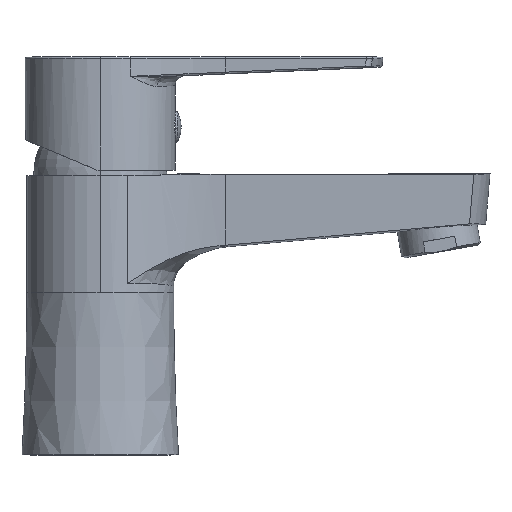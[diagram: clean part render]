
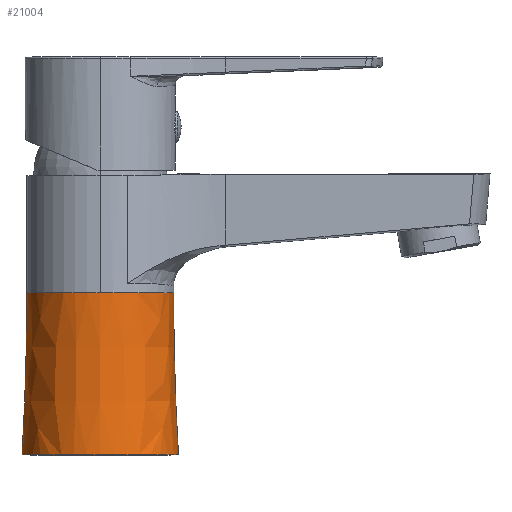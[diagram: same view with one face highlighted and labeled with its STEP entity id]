
A CAD part, top view. The second image highlights one B-rep face of the part: STEP entity #21004.
In plain terms, the highlighted free-form (B-spline) face has degree [3, 3] with [4, 4] control points.
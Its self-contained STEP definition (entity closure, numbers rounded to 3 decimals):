
#974 = ORIENTED_EDGE ( 'NONE', *, *, #10086, .F. ) ;
#1079 = AXIS2_PLACEMENT_3D ( 'NONE', #52140, #11244, #48444 ) ;
#1633 = CARTESIAN_POINT ( 'NONE',  ( 22.047, 32.467, 0. ) ) ;
#2375 = EDGE_CURVE ( 'NONE', #19205, #5689, #33652, .T. ) ;
#2666 = CARTESIAN_POINT ( 'NONE',  ( 22.531, 16.242, 0. ) ) ;
#2676 = CARTESIAN_POINT ( 'NONE',  ( 0., 48.7, 0. ) ) ;
#4726 = CIRCLE ( 'NONE', #20751, 23.499 ) ;
#5081 = CARTESIAN_POINT ( 'NONE',  ( 0., 48.7, 0. ) ) ;
#5572 = CARTESIAN_POINT ( 'NONE',  ( 0., 0.038, 0. ) ) ;
#5591 = CARTESIAN_POINT ( 'NONE',  ( -23.499, 0.038, 46.997 ) ) ;
#5689 = VERTEX_POINT ( 'NONE', #44851 ) ;
#7148 =( BOUNDED_SURFACE ( )  B_SPLINE_SURFACE ( 3, 3, ( 
 ( #10091, #46264, #14304, #38600 ),
 ( #1633, #18522, #14551, #9824 ),
 ( #2666, #18774, #34882, #50964 ),
 ( #47032, #41788, #5591, #21701 ) ),
 .UNSPECIFIED., .F., .F., .T. ) 
 B_SPLINE_SURFACE_WITH_KNOTS ( ( 4, 4 ),
 ( 4, 4 ),
 ( 0., 1. ),
 ( 0., 1. ),
 .UNSPECIFIED. ) 
 GEOMETRIC_REPRESENTATION_ITEM ( )  RATIONAL_B_SPLINE_SURFACE ( (
 ( 1., 0.333, 0.333, 1.),
 ( 1., 0.333, 0.333, 1.),
 ( 1., 0.333, 0.333, 1.),
 ( 1., 0.333, 0.333, 1.) ) ) 
 REPRESENTATION_ITEM ( '' )  SURFACE ( )  );
#9824 = CARTESIAN_POINT ( 'NONE',  ( -22.047, 32.467, 0. ) ) ;
#10086 = EDGE_CURVE ( 'NONE', #37886, #16821, #4726, .T. ) ;
#10091 = CARTESIAN_POINT ( 'NONE',  ( 22.047, 48.7, 0. ) ) ;
#11244 = DIRECTION ( 'NONE',  ( 0., 0., 1. ) ) ;
#12534 = CARTESIAN_POINT ( 'NONE',  ( 23.499, 0.038, 0. ) ) ;
#14130 = ORIENTED_EDGE ( 'NONE', *, *, #35679, .F. ) ;
#14282 = DIRECTION ( 'NONE',  ( 0., -1., 0. ) ) ;
#14304 = CARTESIAN_POINT ( 'NONE',  ( -22.047, 48.7, 44.094 ) ) ;
#14551 = CARTESIAN_POINT ( 'NONE',  ( -22.047, 32.467, 44.094 ) ) ;
#16821 = VERTEX_POINT ( 'NONE', #17440 ) ;
#17305 = CARTESIAN_POINT ( 'NONE',  ( -838.302, 48.7, 0. ) ) ;
#17440 = CARTESIAN_POINT ( 'NONE',  ( -23.499, 0.038, 0. ) ) ;
#17606 = ORIENTED_EDGE ( 'NONE', *, *, #39632, .T. ) ;
#18522 = CARTESIAN_POINT ( 'NONE',  ( 22.047, 32.467, 44.094 ) ) ;
#18774 = CARTESIAN_POINT ( 'NONE',  ( 22.531, 16.242, 45.062 ) ) ;
#19205 = VERTEX_POINT ( 'NONE', #31629 ) ;
#19528 = EDGE_CURVE ( 'NONE', #5689, #37886, #48314, .T. ) ;
#20751 = AXIS2_PLACEMENT_3D ( 'NONE', #5572, #14282, #26165 ) ;
#21004 = ADVANCED_FACE ( 'NONE', ( #38853 ), #7148, .F. ) ;
#21204 = DIRECTION ( 'NONE',  ( 0., 1., 0. ) ) ;
#21701 = CARTESIAN_POINT ( 'NONE',  ( -23.499, 0.038, 0. ) ) ;
#22753 = DIRECTION ( 'NONE',  ( -1., 0., 0. ) ) ;
#23446 = EDGE_LOOP ( 'NONE', ( #47056, #32782, #14130, #17606, #974 ) ) ;
#25746 = DIRECTION ( 'NONE',  ( 0., 0., -1. ) ) ;
#26165 = DIRECTION ( 'NONE',  ( 0., 0., -1. ) ) ;
#29650 = DIRECTION ( 'NONE',  ( -1., 0., 0. ) ) ;
#31629 = CARTESIAN_POINT ( 'NONE',  ( 0., 48.7, 22.047 ) ) ;
#32782 = ORIENTED_EDGE ( 'NONE', *, *, #2375, .F. ) ;
#33652 = CIRCLE ( 'NONE', #48017, 22.047 ) ;
#34882 = CARTESIAN_POINT ( 'NONE',  ( -22.531, 16.242, 45.062 ) ) ;
#35679 = EDGE_CURVE ( 'NONE', #47791, #19205, #41974, .T. ) ;
#37886 = VERTEX_POINT ( 'NONE', #12534 ) ;
#38600 = CARTESIAN_POINT ( 'NONE',  ( -22.047, 48.7, 0. ) ) ;
#38853 = FACE_OUTER_BOUND ( 'NONE', #23446, .T. ) ;
#39632 = EDGE_CURVE ( 'NONE', #47791, #16821, #47076, .T. ) ;
#41788 = CARTESIAN_POINT ( 'NONE',  ( 23.499, 0.038, 46.997 ) ) ;
#41974 = CIRCLE ( 'NONE', #47835, 22.047 ) ;
#42125 = DIRECTION ( 'NONE',  ( -1., 0., 0. ) ) ;
#43199 = CARTESIAN_POINT ( 'NONE',  ( -22.047, 48.7, 0. ) ) ;
#44851 = CARTESIAN_POINT ( 'NONE',  ( 22.047, 48.7, 0. ) ) ;
#46264 = CARTESIAN_POINT ( 'NONE',  ( 22.047, 48.7, 44.094 ) ) ;
#47032 = CARTESIAN_POINT ( 'NONE',  ( 23.499, 0.038, 0. ) ) ;
#47039 = AXIS2_PLACEMENT_3D ( 'NONE', #17305, #25746, #42125 ) ;
#47056 = ORIENTED_EDGE ( 'NONE', *, *, #19528, .F. ) ;
#47076 = CIRCLE ( 'NONE', #47039, 816.255 ) ;
#47308 = DIRECTION ( 'NONE',  ( 0., 1., 0. ) ) ;
#47791 = VERTEX_POINT ( 'NONE', #43199 ) ;
#47835 = AXIS2_PLACEMENT_3D ( 'NONE', #5081, #21204, #29650 ) ;
#48017 = AXIS2_PLACEMENT_3D ( 'NONE', #2676, #47308, #22753 ) ;
#48314 = CIRCLE ( 'NONE', #1079, 816.255 ) ;
#48444 = DIRECTION ( 'NONE',  ( 1., 0., 0. ) ) ;
#50964 = CARTESIAN_POINT ( 'NONE',  ( -22.531, 16.242, 0. ) ) ;
#52140 = CARTESIAN_POINT ( 'NONE',  ( 838.302, 48.7, 0. ) ) ;
